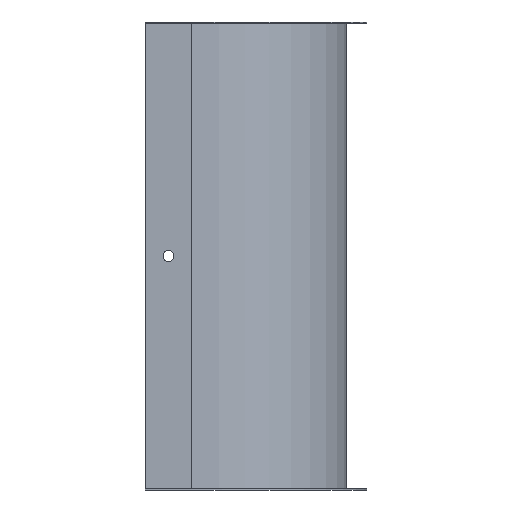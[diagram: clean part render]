
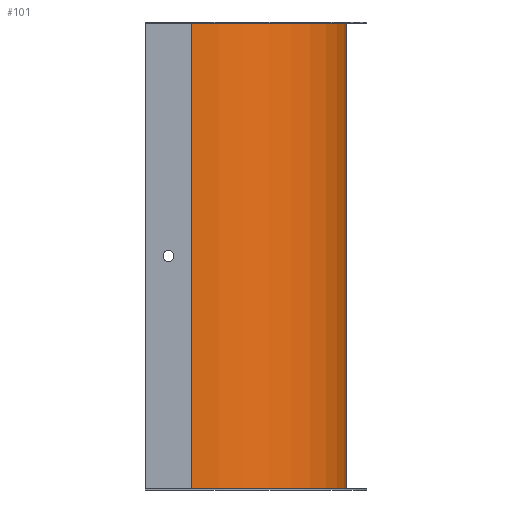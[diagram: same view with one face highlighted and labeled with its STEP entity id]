
A CAD part, front view. The second image highlights one B-rep face of the part: STEP entity #101.
In plain terms, the highlighted cylindrical face has radius 99.8 mm (diameter 199.6 mm), a partial arc.
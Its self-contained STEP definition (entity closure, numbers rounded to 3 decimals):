
#37 = CARTESIAN_POINT ( 'NONE',  ( 129.8, 99., -300.4 ) ) ;
#55 = CARTESIAN_POINT ( 'NONE',  ( 30., -0.8, 0. ) ) ;
#73 = CARTESIAN_POINT ( 'NONE',  ( 30., -0.8, -300.4 ) ) ;
#81 = CARTESIAN_POINT ( 'NONE',  ( 129.8, 99., 0. ) ) ;
#101 = ADVANCED_FACE ( 'NONE', ( #473 ), #469, .T. ) ;
#128 = AXIS2_PLACEMENT_3D ( 'NONE', #559, #557, #555 ) ;
#129 = AXIS2_PLACEMENT_3D ( 'NONE', #567, #566, #564 ) ;
#153 = AXIS2_PLACEMENT_3D ( 'NONE', #707, #706, #698 ) ;
#157 = EDGE_CURVE ( 'NONE', #307, #310, #436, .T. ) ;
#204 = EDGE_CURVE ( 'NONE', #307, #321, #523, .T. ) ;
#205 = EDGE_CURVE ( 'NONE', #310, #384, #371, .T. ) ;
#206 = EDGE_CURVE ( 'NONE', #321, #384, #521, .T. ) ;
#223 = ORIENTED_EDGE ( 'NONE', *, *, #204, .F. ) ;
#269 = ORIENTED_EDGE ( 'NONE', *, *, #206, .F. ) ;
#295 = ORIENTED_EDGE ( 'NONE', *, *, #157, .T. ) ;
#296 = ORIENTED_EDGE ( 'NONE', *, *, #205, .T. ) ;
#307 = VERTEX_POINT ( 'NONE', #37 ) ;
#310 = VERTEX_POINT ( 'NONE', #81 ) ;
#321 = VERTEX_POINT ( 'NONE', #73 ) ;
#367 = VECTOR ( 'NONE', #692, 1000. ) ;
#371 = CIRCLE ( 'NONE', #128, 99.8 ) ;
#384 = VERTEX_POINT ( 'NONE', #55 ) ;
#436 = LINE ( 'NONE', #670, #367 ) ;
#469 = CYLINDRICAL_SURFACE ( 'NONE', #153, 99.8 ) ;
#473 = FACE_OUTER_BOUND ( 'NONE', #483, .T. ) ;
#483 = EDGE_LOOP ( 'NONE', ( #223, #295, #296, #269 ) ) ;
#520 = VECTOR ( 'NONE', #569, 1000. ) ;
#521 = LINE ( 'NONE', #572, #520 ) ;
#523 = CIRCLE ( 'NONE', #129, 99.8 ) ;
#555 = DIRECTION ( 'NONE',  ( 1., 0., 0. ) ) ;
#557 = DIRECTION ( 'NONE',  ( 0., 0., -1. ) ) ;
#559 = CARTESIAN_POINT ( 'NONE',  ( 30., 99., 0. ) ) ;
#564 = DIRECTION ( 'NONE',  ( -1., 0., 0. ) ) ;
#566 = DIRECTION ( 'NONE',  ( 0., 0., -1. ) ) ;
#567 = CARTESIAN_POINT ( 'NONE',  ( 30., 99., -300.4 ) ) ;
#569 = DIRECTION ( 'NONE',  ( 0., 0., 1. ) ) ;
#572 = CARTESIAN_POINT ( 'NONE',  ( 30., -0.8, -301.2 ) ) ;
#670 = CARTESIAN_POINT ( 'NONE',  ( 129.8, 99., -301.2 ) ) ;
#692 = DIRECTION ( 'NONE',  ( 0., 0., 1. ) ) ;
#698 = DIRECTION ( 'NONE',  ( 1., 0., 0. ) ) ;
#706 = DIRECTION ( 'NONE',  ( 0., 0., 1. ) ) ;
#707 = CARTESIAN_POINT ( 'NONE',  ( 30., 99., -301.2 ) ) ;
